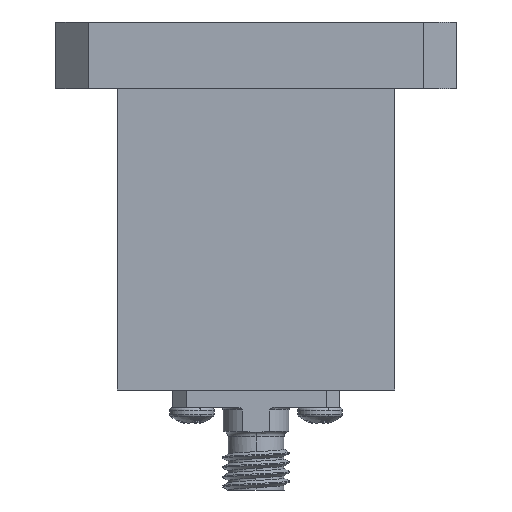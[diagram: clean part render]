
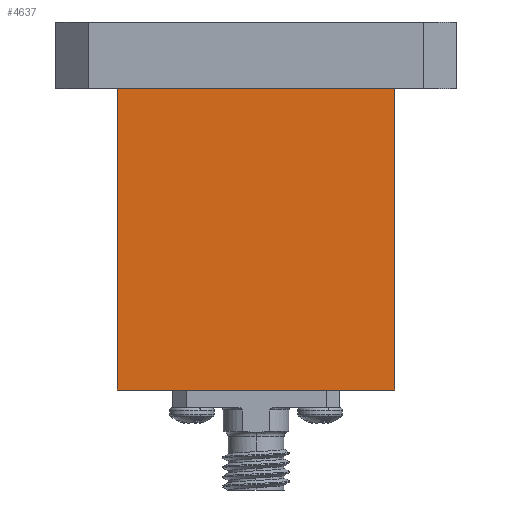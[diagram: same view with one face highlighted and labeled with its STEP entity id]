
A CAD part, front view. The second image highlights one B-rep face of the part: STEP entity #4637.
In plain terms, the highlighted planar face has unit normal (0, -1, 0).
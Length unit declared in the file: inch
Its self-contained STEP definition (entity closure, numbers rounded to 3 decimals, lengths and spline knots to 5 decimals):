
#381 = VERTEX_POINT ( 'NONE', #3241 ) ;
#410 = CARTESIAN_POINT ( 'NONE',  ( 0.52, -0.305, -1.38 ) ) ;
#433 = VECTOR ( 'NONE', #1615, 39.37008 ) ;
#475 = PLANE ( 'NONE',  #2856 ) ;
#521 = VECTOR ( 'NONE', #866, 39.37008 ) ;
#540 = VERTEX_POINT ( 'NONE', #4798 ) ;
#810 = VECTOR ( 'NONE', #4614, 39.37008 ) ;
#823 = ORIENTED_EDGE ( 'NONE', *, *, #2739, .F. ) ;
#825 = EDGE_CURVE ( 'NONE', #540, #3061, #2061, .T. ) ;
#866 = DIRECTION ( 'NONE',  ( 0., 0., 1. ) ) ;
#997 = CARTESIAN_POINT ( 'NONE',  ( 0.52, -0.305, -3.96569 ) ) ;
#1615 = DIRECTION ( 'NONE',  ( -1., 0., 0. ) ) ;
#1724 = EDGE_CURVE ( 'NONE', #381, #3061, #2047, .T. ) ;
#1886 = CARTESIAN_POINT ( 'NONE',  ( -0.52, -0.305, -0.25 ) ) ;
#2024 = DIRECTION ( 'NONE',  ( 0., 0., 1. ) ) ;
#2047 = LINE ( 'NONE', #2175, #810 ) ;
#2061 = LINE ( 'NONE', #3849, #521 ) ;
#2175 = CARTESIAN_POINT ( 'NONE',  ( 0.52, -0.305, -0.25 ) ) ;
#2261 = DIRECTION ( 'NONE',  ( 0., 0., 1. ) ) ;
#2335 = ORIENTED_EDGE ( 'NONE', *, *, #1724, .T. ) ;
#2432 = VERTEX_POINT ( 'NONE', #410 ) ;
#2517 = LINE ( 'NONE', #3376, #433 ) ;
#2739 = EDGE_CURVE ( 'NONE', #2432, #540, #2517, .T. ) ;
#2856 = AXIS2_PLACEMENT_3D ( 'NONE', #997, #3538, #2261 ) ;
#3061 = VERTEX_POINT ( 'NONE', #1886 ) ;
#3241 = CARTESIAN_POINT ( 'NONE',  ( 0.52, -0.305, -0.25 ) ) ;
#3376 = CARTESIAN_POINT ( 'NONE',  ( 0.52, -0.305, -1.38 ) ) ;
#3538 = DIRECTION ( 'NONE',  ( 0., 1., 0. ) ) ;
#3849 = CARTESIAN_POINT ( 'NONE',  ( -0.52, -0.305, -3.96569 ) ) ;
#4175 = CARTESIAN_POINT ( 'NONE',  ( 0.52, -0.305, -3.96569 ) ) ;
#4237 = LINE ( 'NONE', #4175, #5254 ) ;
#4352 = FACE_OUTER_BOUND ( 'NONE', #5228, .T. ) ;
#4614 = DIRECTION ( 'NONE',  ( -1., 0., 0. ) ) ;
#4637 = ADVANCED_FACE ( 'NONE', ( #4352 ), #475, .F. ) ;
#4662 = ORIENTED_EDGE ( 'NONE', *, *, #825, .F. ) ;
#4798 = CARTESIAN_POINT ( 'NONE',  ( -0.52, -0.305, -1.38 ) ) ;
#5228 = EDGE_LOOP ( 'NONE', ( #823, #5482, #2335, #4662 ) ) ;
#5254 = VECTOR ( 'NONE', #2024, 39.37008 ) ;
#5382 = EDGE_CURVE ( 'NONE', #2432, #381, #4237, .T. ) ;
#5482 = ORIENTED_EDGE ( 'NONE', *, *, #5382, .T. ) ;
